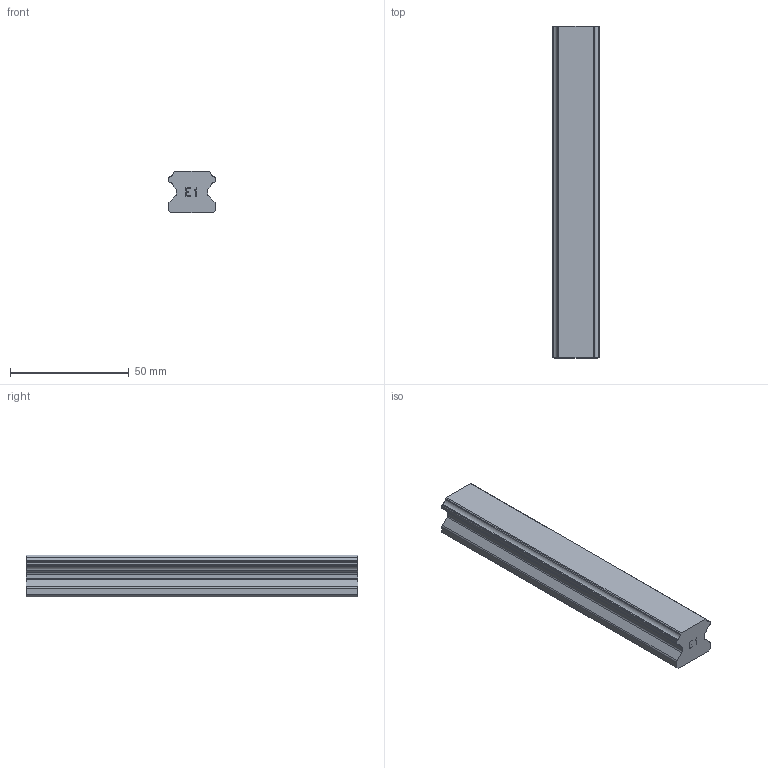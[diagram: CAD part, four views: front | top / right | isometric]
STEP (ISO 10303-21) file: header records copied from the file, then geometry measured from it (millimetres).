
FILE_DESCRIPTION(('STEP AP214'),'1');
FILE_NAME('cctmp_9E81C489-1878-4D0A-9DF7-8CC129BEFD30_2021_01_21_13_41_10_0883..stp','2021-01-21T12:41:10',('HIWIN GmbH'),('CADClick - www.CADClick.com'),'Spatial InterOp 3D',' ','unknown authorization');
FILE_SCHEMA(('AUTOMOTIVE_DESIGN'));
Length unit declared in the file: millimetre
Products named in the file (1): HGR20T140C_FILE
Bounding box: 20 x 140 x 17.5 mm (x, y, z)
Volume: 41198.9 mm3; surface area: 11845.7 mm2
Topology: 1 solids, 1 shells, 119 faces, 333 edges, 217 vertices
Faces by surface type: plane 85, cylinder 28, cone 6
Entity records: 4729 total; most frequent: CARTESIAN_POINT 664, ORIENTED_EDGE 654, DIRECTION 623, EDGE_CURVE 327, LINE 271, VECTOR 271, VERTEX_POINT 217, AXIS2_PLACEMENT_3D 176
